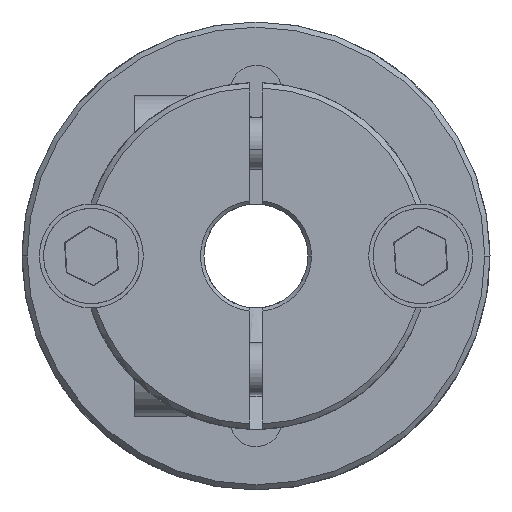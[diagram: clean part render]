
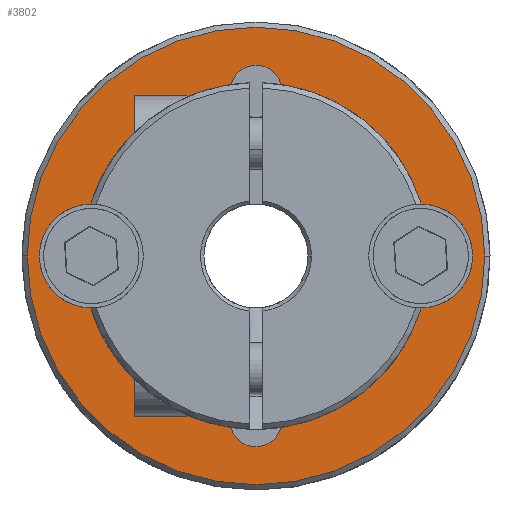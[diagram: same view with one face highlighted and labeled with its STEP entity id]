
A CAD part, front view. The second image highlights one B-rep face of the part: STEP entity #3802.
In plain terms, the highlighted face is planar.
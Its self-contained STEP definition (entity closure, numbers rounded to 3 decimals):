
#424=PLANE('',#4110);
#970=VERTEX_POINT('',#5841);
#971=VERTEX_POINT('',#5842);
#1015=VERTEX_POINT('',#5997);
#1016=VERTEX_POINT('',#5999);
#1027=VERTEX_POINT('',#6055);
#1028=VERTEX_POINT('',#6057);
#1034=VERTEX_POINT('',#6078);
#1035=VERTEX_POINT('',#6080);
#1053=VERTEX_POINT('',#6151);
#1054=VERTEX_POINT('',#6153);
#1058=VERTEX_POINT('',#6191);
#1061=VERTEX_POINT('',#6217);
#1298=CIRCLE('',#3992,13.2);
#1319=CIRCLE('',#4023,1.25);
#1323=CIRCLE('',#4031,3.);
#1326=CIRCLE('',#4037,3.);
#1340=CIRCLE('',#4058,1.25);
#1344=CIRCLE('',#4064,10.);
#1350=CIRCLE('',#4074,3.);
#1352=CIRCLE('',#4077,10.);
#1361=CIRCLE('',#4090,3.);
#1374=CIRCLE('',#4111,13.2);
#1375=CIRCLE('',#4112,10.);
#1376=CIRCLE('',#4113,10.);
#1602=EDGE_CURVE('',#970,#971,#1298,.T.);
#1651=EDGE_CURVE('',#1016,#1015,#1319,.T.);
#1667=EDGE_CURVE('',#1028,#1027,#1323,.T.);
#1677=EDGE_CURVE('',#1035,#1034,#1326,.T.);
#1705=EDGE_CURVE('',#1054,#1053,#1340,.T.);
#1714=EDGE_CURVE('',#1058,#1053,#1344,.T.);
#1724=EDGE_CURVE('',#1034,#1061,#1350,.T.);
#1726=EDGE_CURVE('',#1054,#1061,#1352,.T.);
#1739=EDGE_CURVE('',#1058,#1028,#1361,.T.);
#1757=EDGE_CURVE('',#971,#970,#1374,.T.);
#1758=EDGE_CURVE('',#1016,#1027,#1375,.T.);
#1759=EDGE_CURVE('',#1035,#1015,#1376,.T.);
#2415=ORIENTED_EDGE('',*,*,#1757,.T.);
#2416=ORIENTED_EDGE('',*,*,#1602,.T.);
#2417=ORIENTED_EDGE('',*,*,#1677,.T.);
#2418=ORIENTED_EDGE('',*,*,#1724,.T.);
#2419=ORIENTED_EDGE('',*,*,#1726,.F.);
#2420=ORIENTED_EDGE('',*,*,#1705,.T.);
#2421=ORIENTED_EDGE('',*,*,#1714,.F.);
#2422=ORIENTED_EDGE('',*,*,#1739,.T.);
#2423=ORIENTED_EDGE('',*,*,#1667,.T.);
#2424=ORIENTED_EDGE('',*,*,#1758,.F.);
#2425=ORIENTED_EDGE('',*,*,#1651,.T.);
#2426=ORIENTED_EDGE('',*,*,#1759,.F.);
#3294=EDGE_LOOP('',(#2415,#2416));
#3295=EDGE_LOOP('',(#2417,#2418,#2419,#2420,#2421,#2422,#2423,#2424,#2425,
#2426));
#3552=FACE_BOUND('',#3294,.T.);
#3553=FACE_BOUND('',#3295,.T.);
#3802=ADVANCED_FACE('',(#3552,#3553),#424,.T.);
#3992=AXIS2_PLACEMENT_3D('',#5840,#4580,#4581);
#4023=AXIS2_PLACEMENT_3D('',#5998,#4667,#4668);
#4031=AXIS2_PLACEMENT_3D('',#6056,#4691,#4692);
#4037=AXIS2_PLACEMENT_3D('',#6079,#4709,#4710);
#4058=AXIS2_PLACEMENT_3D('',#6152,#4761,#4762);
#4064=AXIS2_PLACEMENT_3D('',#6192,#4776,#4777);
#4074=AXIS2_PLACEMENT_3D('',#6218,#4797,#4798);
#4077=AXIS2_PLACEMENT_3D('',#6221,#4803,#4804);
#4090=AXIS2_PLACEMENT_3D('',#6248,#4831,#4832);
#4110=AXIS2_PLACEMENT_3D('',#6289,#4872,$);
#4111=AXIS2_PLACEMENT_3D('',#6290,#4873,#4874);
#4112=AXIS2_PLACEMENT_3D('',#6291,#4875,#4876);
#4113=AXIS2_PLACEMENT_3D('',#6292,#4877,#4878);
#4580=DIRECTION('',(0.,1.,0.));
#4581=DIRECTION('',(0.,0.,13.2));
#4667=DIRECTION('',(0.,-1.,0.));
#4668=DIRECTION('',(0.,0.,1.25));
#4691=DIRECTION('',(0.,-1.,0.));
#4692=DIRECTION('',(0.,0.,3.));
#4709=DIRECTION('',(0.,-1.,0.));
#4710=DIRECTION('',(0.,0.,3.));
#4761=DIRECTION('',(0.,-1.,0.));
#4762=DIRECTION('',(0.,0.,1.25));
#4776=DIRECTION('',(0.,1.,0.));
#4777=DIRECTION('',(0.,0.,10.));
#4797=DIRECTION('',(0.,-1.,0.));
#4798=DIRECTION('',(0.,0.,3.));
#4803=DIRECTION('',(0.,1.,0.));
#4804=DIRECTION('',(0.,0.,10.));
#4831=DIRECTION('',(0.,-1.,0.));
#4832=DIRECTION('',(0.,0.,3.));
#4872=DIRECTION('',(0.,1.,0.));
#4873=DIRECTION('',(0.,1.,0.));
#4874=DIRECTION('',(0.,0.,13.2));
#4875=DIRECTION('',(0.,1.,0.));
#4876=DIRECTION('',(0.,0.,10.));
#4877=DIRECTION('',(0.,1.,0.));
#4878=DIRECTION('',(0.,0.,10.));
#5840=CARTESIAN_POINT('',(0.,-2.5,0.));
#5841=CARTESIAN_POINT('',(0.,-2.5,13.2));
#5842=CARTESIAN_POINT('',(0.,-2.5,-13.2));
#5997=CARTESIAN_POINT('',(-9.931,-2.5,-1.173));
#5998=CARTESIAN_POINT('',(-9.5,-2.5,0.));
#5999=CARTESIAN_POINT('',(-9.931,-2.5,1.173));
#6055=CARTESIAN_POINT('',(-3.,-2.5,9.539));
#6056=CARTESIAN_POINT('',(0.,-2.5,9.5));
#6057=CARTESIAN_POINT('',(0.,-2.5,12.5));
#6078=CARTESIAN_POINT('',(0.,-2.5,-12.5));
#6079=CARTESIAN_POINT('',(0.,-2.5,-9.5));
#6080=CARTESIAN_POINT('',(-3.,-2.5,-9.539));
#6151=CARTESIAN_POINT('',(9.931,-2.5,1.173));
#6152=CARTESIAN_POINT('',(9.5,-2.5,0.));
#6153=CARTESIAN_POINT('',(9.931,-2.5,-1.173));
#6191=CARTESIAN_POINT('',(3.,-2.5,9.539));
#6192=CARTESIAN_POINT('',(0.,-2.5,0.));
#6217=CARTESIAN_POINT('',(3.,-2.5,-9.539));
#6218=CARTESIAN_POINT('',(0.,-2.5,-9.5));
#6221=CARTESIAN_POINT('',(0.,-2.5,0.));
#6248=CARTESIAN_POINT('',(0.,-2.5,9.5));
#6289=CARTESIAN_POINT('',(0.,-2.5,0.));
#6290=CARTESIAN_POINT('',(0.,-2.5,0.));
#6291=CARTESIAN_POINT('',(0.,-2.5,0.));
#6292=CARTESIAN_POINT('',(0.,-2.5,0.));
